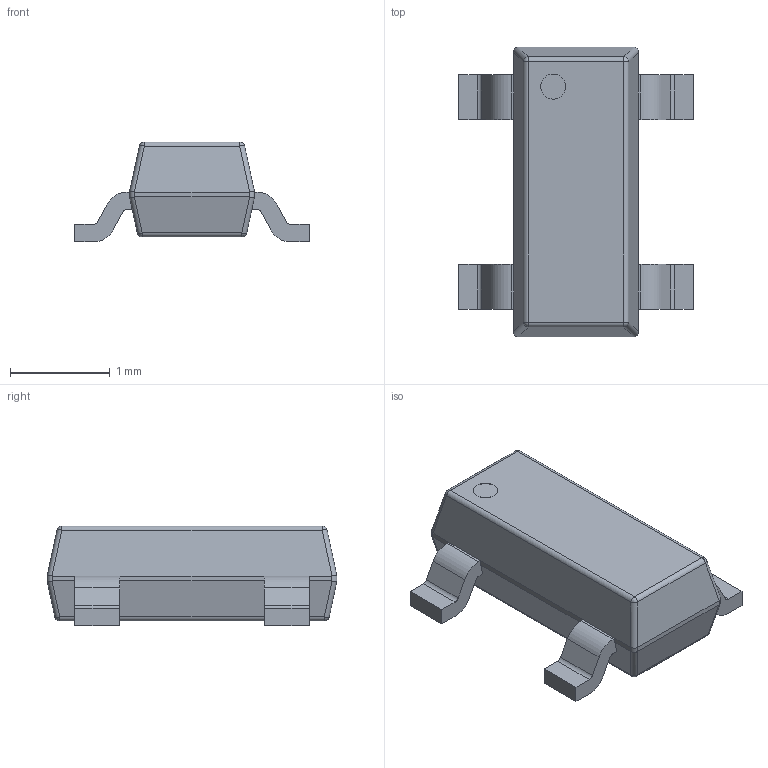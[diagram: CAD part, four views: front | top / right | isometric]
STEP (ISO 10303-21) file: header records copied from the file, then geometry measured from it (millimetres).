
FILE_DESCRIPTION(/* description */ ('model of SOT23-4'),/* implementation_level */ '2;1');
FILE_NAME(/* name */ 'SOT23-4.stp',/* time_stamp */ '2015-12-05T22:33:39',/* author */ ('Joan The Spark',''),/* organization */ (''),/* preprocessor_version */ '',/* originating_system */ '',/* authorisation */ '');
FILE_SCHEMA (('AUTOMOTIVE_DESIGN { 1 0 10303 214 3 1 1 }'));
Length unit declared in the file: millimetre
Products named in the file (1): SOT23-3
Bounding box: 2.35 x 2.9 x 1 mm (x, y, z)
Volume: 3.3 mm3; surface area: 16.8 mm2
Topology: 1 solids, 1 shells, 100 faces, 259 edges, 162 vertices
Faces by surface type: plane 55, cylinder 37, sphere 8
Full cylindrical faces by diameter (mm): 0.25 x1
Entity records: 3110 total; most frequent: DIRECTION 542, CARTESIAN_POINT 521, ORIENTED_EDGE 516, EDGE_CURVE 258, AXIS2_PLACEMENT_3D 183, LINE 176, VECTOR 176, VERTEX_POINT 162
